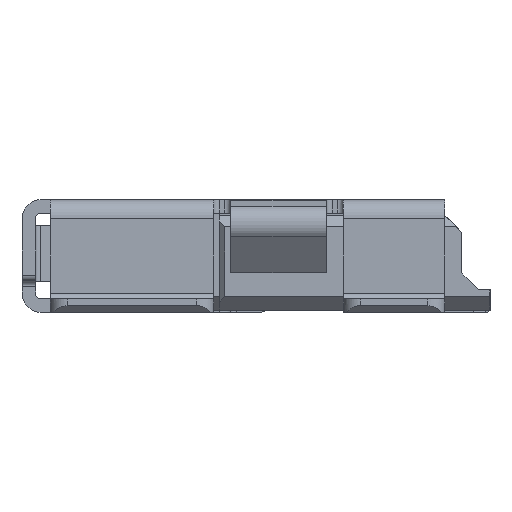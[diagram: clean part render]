
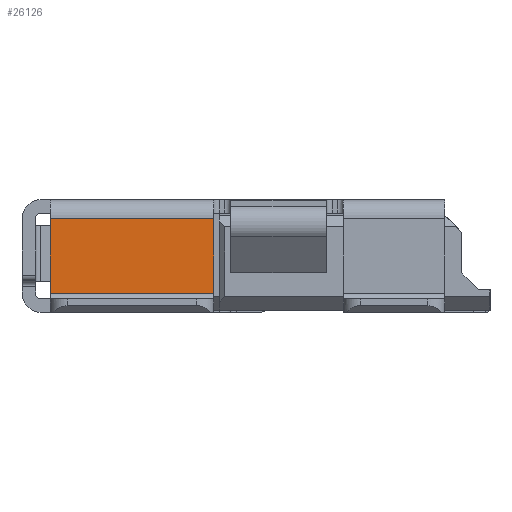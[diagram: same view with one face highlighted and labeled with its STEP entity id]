
A CAD part, left-side view. The second image highlights one B-rep face of the part: STEP entity #26126.
In plain terms, the highlighted planar face has unit normal (-1, 0, 0).
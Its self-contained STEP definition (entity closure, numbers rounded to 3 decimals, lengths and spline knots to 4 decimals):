
#519 = EDGE_LOOP ( 'NONE', ( #6439, #6442, #6441, #6443 ) ) ;
#1018 = VERTEX_POINT ( 'NONE', #24541 ) ;
#1020 = VERTEX_POINT ( 'NONE', #24544 ) ;
#4569 = EDGE_CURVE ( 'NONE', #21685, #21686, #16037, .T. ) ;
#4677 = EDGE_CURVE ( 'NONE', #1018, #21685, #16454, .T. ) ;
#4678 = EDGE_CURVE ( 'NONE', #21686, #1020, #16457, .T. ) ;
#4679 = EDGE_CURVE ( 'NONE', #1020, #1018, #16460, .T. ) ;
#6439 = ORIENTED_EDGE ( 'NONE', *, *, #4677, .T. ) ;
#6441 = ORIENTED_EDGE ( 'NONE', *, *, #4678, .T. ) ;
#6442 = ORIENTED_EDGE ( 'NONE', *, *, #4569, .T. ) ;
#6443 = ORIENTED_EDGE ( 'NONE', *, *, #4679, .T. ) ;
#9157 = AXIS2_PLACEMENT_3D ( 'NONE', #36904, #36915, #36916 ) ;
#16033 = CARTESIAN_POINT ( 'NONE',  ( -8.215, -1.925, -0.83 ) ) ;
#16037 = LINE ( 'NONE', #16033, #28693 ) ;
#16044 = DIRECTION ( 'NONE',  ( 0., -1., 0. ) ) ;
#16454 = LINE ( 'NONE', #16455, #28461 ) ;
#16455 = CARTESIAN_POINT ( 'NONE',  ( -8.215, -1.2, -0.5 ) ) ;
#16456 = DIRECTION ( 'NONE',  ( 0., 0., -1. ) ) ;
#16457 = LINE ( 'NONE', #16458, #28460 ) ;
#16458 = CARTESIAN_POINT ( 'NONE',  ( -8.215, -2.65, -0.5 ) ) ;
#16459 = DIRECTION ( 'NONE',  ( 0., 0., 1. ) ) ;
#16460 = LINE ( 'NONE', #16461, #28458 ) ;
#16461 = CARTESIAN_POINT ( 'NONE',  ( -8.215, -1.925, -0.17 ) ) ;
#16462 = DIRECTION ( 'NONE',  ( 0., 1., 0. ) ) ;
#21685 = VERTEX_POINT ( 'NONE', #31646 ) ;
#21686 = VERTEX_POINT ( 'NONE', #31648 ) ;
#24541 = CARTESIAN_POINT ( 'NONE',  ( -8.215, -1.2, -0.17 ) ) ;
#24544 = CARTESIAN_POINT ( 'NONE',  ( -8.215, -2.65, -0.17 ) ) ;
#26126 = ADVANCED_FACE ( 'NONE', ( #36912 ), #36913, .T. ) ;
#28458 = VECTOR ( 'NONE', #16462, 1000. ) ;
#28460 = VECTOR ( 'NONE', #16459, 1000. ) ;
#28461 = VECTOR ( 'NONE', #16456, 1000. ) ;
#28693 = VECTOR ( 'NONE', #16044, 1000. ) ;
#31646 = CARTESIAN_POINT ( 'NONE',  ( -8.215, -1.2, -0.83 ) ) ;
#31648 = CARTESIAN_POINT ( 'NONE',  ( -8.215, -2.65, -0.83 ) ) ;
#36904 = CARTESIAN_POINT ( 'NONE',  ( -8.215, -2.65, -0.83 ) ) ;
#36912 = FACE_OUTER_BOUND ( 'NONE', #519, .T. ) ;
#36913 = PLANE ( 'NONE',  #9157 ) ;
#36915 = DIRECTION ( 'NONE',  ( -1., 0., 0. ) ) ;
#36916 = DIRECTION ( 'NONE',  ( 0., 0., 1. ) ) ;
